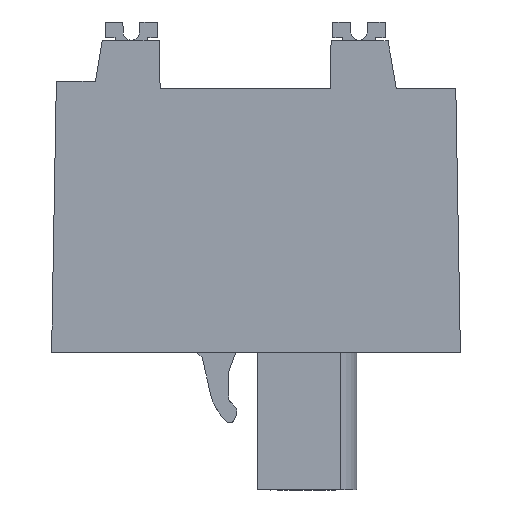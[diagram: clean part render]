
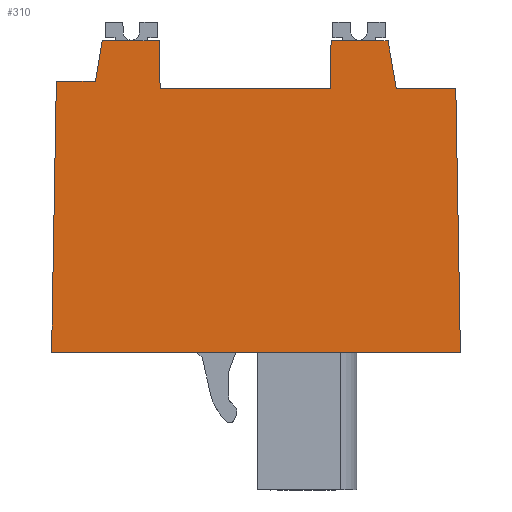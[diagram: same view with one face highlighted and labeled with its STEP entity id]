
A CAD part, left-side view. The second image highlights one B-rep face of the part: STEP entity #310.
In plain terms, the highlighted planar face has unit normal (-1, 0, 0).
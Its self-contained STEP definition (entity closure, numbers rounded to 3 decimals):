
#226=AXIS2_PLACEMENT_3D('Plane Axis2P3D',#223,#224,#225) ;
#40=CARTESIAN_POINT('Vertex',(0.,21.679,27.192)) ;
#45=CARTESIAN_POINT('Line Origine',(0.,19.954,27.192)) ;
#49=CARTESIAN_POINT('Vertex',(0.,18.23,27.192)) ;
#167=CARTESIAN_POINT('Vertex',(0.,22.101,24.742)) ;
#170=CARTESIAN_POINT('Line Origine',(0.,21.89,25.967)) ;
#223=CARTESIAN_POINT('Axis2P3D Location',(0.,0.,0.)) ;
#228=CARTESIAN_POINT('Line Origine',(0.,18.204,25.742)) ;
#232=CARTESIAN_POINT('Vertex',(0.,18.179,24.292)) ;
#235=CARTESIAN_POINT('Line Origine',(0.,23.281,24.742)) ;
#239=CARTESIAN_POINT('Vertex',(0.,24.461,24.742)) ;
#242=CARTESIAN_POINT('Line Origine',(0.,24.604,16.546)) ;
#246=CARTESIAN_POINT('Vertex',(0.,24.747,8.35)) ;
#249=CARTESIAN_POINT('Line Origine',(0.,12.373,8.35)) ;
#253=CARTESIAN_POINT('Vertex',(0.,0.,8.35)) ;
#256=CARTESIAN_POINT('Line Origine',(0.,0.139,16.321)) ;
#260=CARTESIAN_POINT('Vertex',(0.,0.278,24.292)) ;
#263=CARTESIAN_POINT('Line Origine',(0.,2.079,24.292)) ;
#267=CARTESIAN_POINT('Vertex',(0.,3.879,24.292)) ;
#270=CARTESIAN_POINT('Line Origine',(0.,4.129,25.742)) ;
#274=CARTESIAN_POINT('Vertex',(0.,4.379,27.192)) ;
#277=CARTESIAN_POINT('Line Origine',(0.,6.104,27.192)) ;
#281=CARTESIAN_POINT('Vertex',(0.,7.828,27.192)) ;
#284=CARTESIAN_POINT('Line Origine',(0.,7.854,25.742)) ;
#288=CARTESIAN_POINT('Vertex',(0.,7.879,24.292)) ;
#291=CARTESIAN_POINT('Line Origine',(0.,13.029,24.292)) ;
#46=DIRECTION('Vector Direction',(0.,-1.,0.)) ;
#171=DIRECTION('Vector Direction',(0.,-0.17,0.985)) ;
#224=DIRECTION('Axis2P3D Direction',(-1.,0.,0.)) ;
#225=DIRECTION('Axis2P3D XDirection',(0.,0.,1.)) ;
#229=DIRECTION('Vector Direction',(0.,-0.017,-1.)) ;
#236=DIRECTION('Vector Direction',(0.,-1.,0.)) ;
#243=DIRECTION('Vector Direction',(0.,0.017,-1.)) ;
#250=DIRECTION('Vector Direction',(0.,-1.,0.)) ;
#257=DIRECTION('Vector Direction',(0.,0.017,1.)) ;
#264=DIRECTION('Vector Direction',(0.,-1.,0.)) ;
#271=DIRECTION('Vector Direction',(0.,-0.17,-0.985)) ;
#278=DIRECTION('Vector Direction',(0.,-1.,0.)) ;
#285=DIRECTION('Vector Direction',(0.,-0.017,1.)) ;
#292=DIRECTION('Vector Direction',(0.,-1.,0.)) ;
#47=VECTOR('Line Direction',#46,1.) ;
#172=VECTOR('Line Direction',#171,1.) ;
#230=VECTOR('Line Direction',#229,1.) ;
#237=VECTOR('Line Direction',#236,1.) ;
#244=VECTOR('Line Direction',#243,1.) ;
#251=VECTOR('Line Direction',#250,1.) ;
#258=VECTOR('Line Direction',#257,1.) ;
#265=VECTOR('Line Direction',#264,1.) ;
#272=VECTOR('Line Direction',#271,1.) ;
#279=VECTOR('Line Direction',#278,1.) ;
#286=VECTOR('Line Direction',#285,1.) ;
#293=VECTOR('Line Direction',#292,1.) ;
#297=ORIENTED_EDGE('',*,*,#234,.T.) ;
#298=ORIENTED_EDGE('',*,*,#51,.T.) ;
#299=ORIENTED_EDGE('',*,*,#174,.T.) ;
#300=ORIENTED_EDGE('',*,*,#241,.T.) ;
#301=ORIENTED_EDGE('',*,*,#248,.T.) ;
#302=ORIENTED_EDGE('',*,*,#255,.T.) ;
#303=ORIENTED_EDGE('',*,*,#262,.T.) ;
#304=ORIENTED_EDGE('',*,*,#269,.T.) ;
#305=ORIENTED_EDGE('',*,*,#276,.T.) ;
#306=ORIENTED_EDGE('',*,*,#283,.T.) ;
#307=ORIENTED_EDGE('',*,*,#290,.T.) ;
#308=ORIENTED_EDGE('',*,*,#295,.T.) ;
#310=ADVANCED_FACE('HOUSING',(#309),#227,.T.) ;
#51=EDGE_CURVE('',#50,#41,#48,.F.) ;
#174=EDGE_CURVE('',#41,#168,#173,.F.) ;
#234=EDGE_CURVE('',#233,#50,#231,.F.) ;
#241=EDGE_CURVE('',#168,#240,#238,.F.) ;
#248=EDGE_CURVE('',#240,#247,#245,.T.) ;
#255=EDGE_CURVE('',#247,#254,#252,.T.) ;
#262=EDGE_CURVE('',#254,#261,#259,.T.) ;
#269=EDGE_CURVE('',#261,#268,#266,.F.) ;
#276=EDGE_CURVE('',#268,#275,#273,.F.) ;
#283=EDGE_CURVE('',#275,#282,#280,.F.) ;
#290=EDGE_CURVE('',#282,#289,#287,.F.) ;
#295=EDGE_CURVE('',#289,#233,#294,.F.) ;
#296=EDGE_LOOP('',(#297,#298,#299,#300,#301,#302,#303,#304,#305,#306,#307,#308)) ;
#309=FACE_OUTER_BOUND('',#296,.T.) ;
#48=LINE('Line',#45,#47) ;
#173=LINE('Line',#170,#172) ;
#231=LINE('Line',#228,#230) ;
#238=LINE('Line',#235,#237) ;
#245=LINE('Line',#242,#244) ;
#252=LINE('Line',#249,#251) ;
#259=LINE('Line',#256,#258) ;
#266=LINE('Line',#263,#265) ;
#273=LINE('Line',#270,#272) ;
#280=LINE('Line',#277,#279) ;
#287=LINE('Line',#284,#286) ;
#294=LINE('Line',#291,#293) ;
#227=PLANE('',#226) ;
#41=VERTEX_POINT('',#40) ;
#50=VERTEX_POINT('',#49) ;
#168=VERTEX_POINT('',#167) ;
#233=VERTEX_POINT('',#232) ;
#240=VERTEX_POINT('',#239) ;
#247=VERTEX_POINT('',#246) ;
#254=VERTEX_POINT('',#253) ;
#261=VERTEX_POINT('',#260) ;
#268=VERTEX_POINT('',#267) ;
#275=VERTEX_POINT('',#274) ;
#282=VERTEX_POINT('',#281) ;
#289=VERTEX_POINT('',#288) ;
